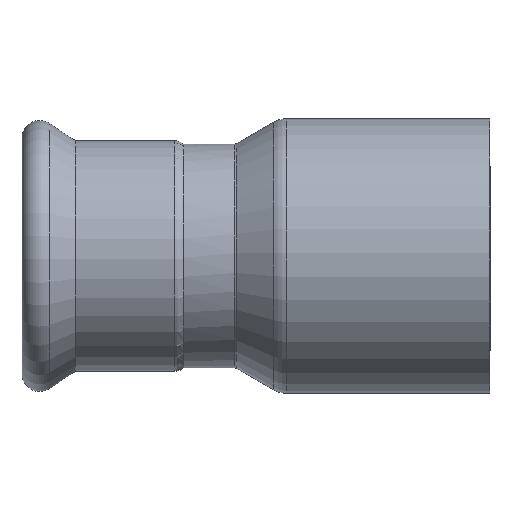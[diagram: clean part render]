
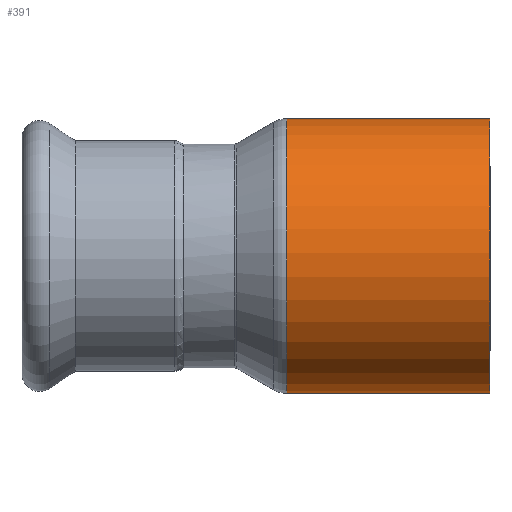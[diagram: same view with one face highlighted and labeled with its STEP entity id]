
A CAD part, front view. The second image highlights one B-rep face of the part: STEP entity #391.
In plain terms, the highlighted cylindrical face has radius 27 mm (diameter 54 mm), a full revolution.
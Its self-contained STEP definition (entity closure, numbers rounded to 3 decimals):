
#29=LINE('',#684,#42);
#42=VECTOR('',#546,27.);
#54=CYLINDRICAL_SURFACE('',#452,27.);
#65=FACE_OUTER_BOUND('',#91,.T.);
#91=EDGE_LOOP('',(#265,#266,#267,#268));
#124=CIRCLE('',#450,27.);
#126=CIRCLE('',#453,27.);
#163=VERTEX_POINT('',#678);
#164=VERTEX_POINT('',#682);
#199=EDGE_CURVE('',#163,#163,#124,.T.);
#201=EDGE_CURVE('',#164,#164,#126,.T.);
#202=EDGE_CURVE('',#164,#163,#29,.T.);
#265=ORIENTED_EDGE('',*,*,#201,.F.);
#266=ORIENTED_EDGE('',*,*,#202,.T.);
#267=ORIENTED_EDGE('',*,*,#199,.T.);
#268=ORIENTED_EDGE('',*,*,#202,.F.);
#391=ADVANCED_FACE('',(#65),#54,.T.);
#450=AXIS2_PLACEMENT_3D('',#679,#538,#539);
#452=AXIS2_PLACEMENT_3D('',#681,#542,#543);
#453=AXIS2_PLACEMENT_3D('',#683,#544,#545);
#538=DIRECTION('center_axis',(1.,0.,0.));
#539=DIRECTION('ref_axis',(0.,-1.,0.));
#542=DIRECTION('center_axis',(1.,0.,0.));
#543=DIRECTION('ref_axis',(0.,-0.479,0.878));
#544=DIRECTION('center_axis',(1.,0.,0.));
#545=DIRECTION('ref_axis',(0.,-1.,0.));
#546=DIRECTION('',(-1.,0.,0.));
#678=CARTESIAN_POINT('',(19.45,12.944,-23.695));
#679=CARTESIAN_POINT('Origin',(19.45,0.,0.));
#681=CARTESIAN_POINT('Origin',(9.45,0.,0.));
#682=CARTESIAN_POINT('',(59.45,12.944,-23.695));
#683=CARTESIAN_POINT('Origin',(59.45,0.,0.));
#684=CARTESIAN_POINT('',(9.45,12.944,-23.695));
